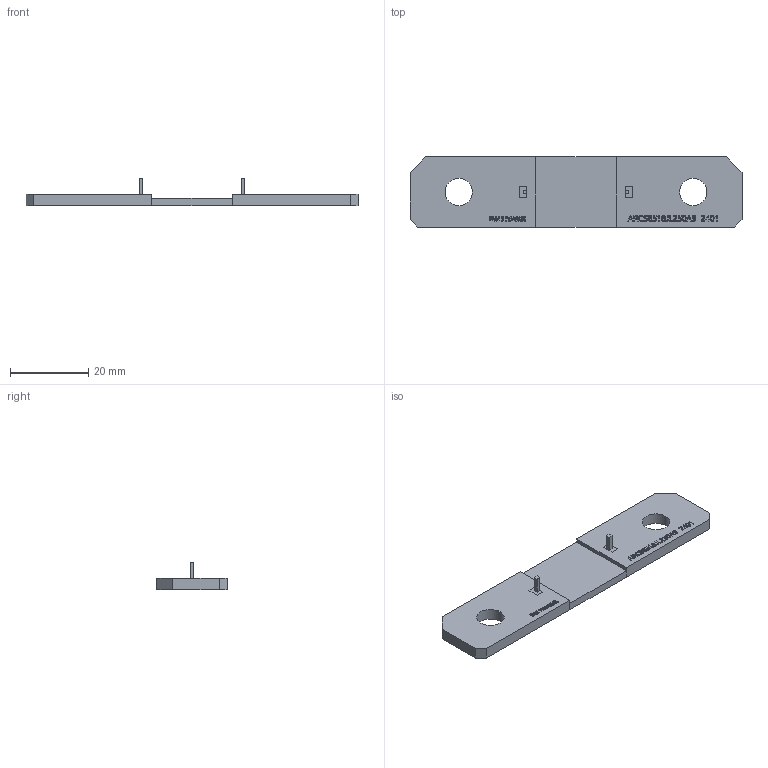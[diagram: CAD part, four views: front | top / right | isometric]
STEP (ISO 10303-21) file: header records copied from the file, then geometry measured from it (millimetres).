
FILE_DESCRIPTION (( 'STEP AP214' ), '1' );
FILE_NAME ('8518-L250-A9.STEP', '2024-10-10T00:48:03', ( 'Administrator' ), ( 'Administrator' ), 'SwSTEP 2.0', 'SolidWorks 2020', '' );
FILE_SCHEMA (( 'AUTOMOTIVE_DESIGN' ));
Length unit declared in the file: millimetre
Products named in the file (1): 8518-L250-A9
Bounding box: 85 x 18 x 7.1 mm (x, y, z)
Volume: 3938 mm3; surface area: 3892.7 mm2
Topology: 7 solids, 7 shells, 614 faces, 1641 edges, 1094 vertices
Faces by surface type: plane 415, bspline 182, cylinder 17
Entity records: 26737 total; most frequent: CARTESIAN_POINT 12168, ORIENTED_EDGE 3282, DIRECTION 2177, EDGE_CURVE 1641, VECTOR 1243, LINE 1243, VERTEX_POINT 1094, EDGE_LOOP 675
